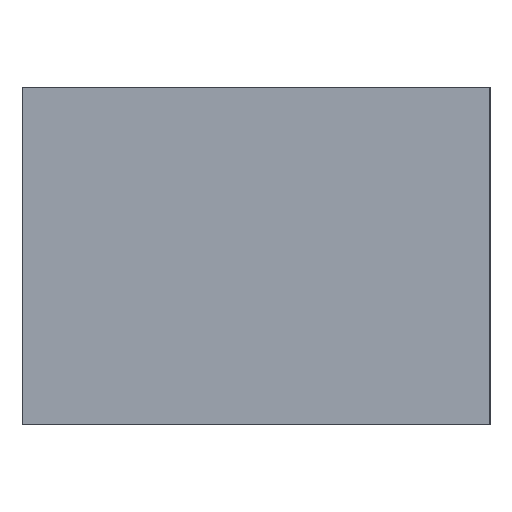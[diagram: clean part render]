
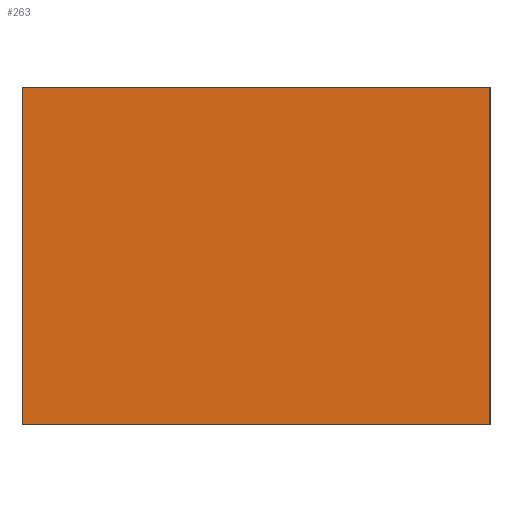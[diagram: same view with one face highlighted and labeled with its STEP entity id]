
A CAD part, left-side view. The second image highlights one B-rep face of the part: STEP entity #263.
In plain terms, the highlighted planar face has unit normal (-1, 0, 0).
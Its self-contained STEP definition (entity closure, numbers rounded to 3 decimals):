
#103 = EDGE_CURVE('',#104,#106,#108,.T.);
#104 = VERTEX_POINT('',#105);
#105 = CARTESIAN_POINT('',(-30.,9.7,-0.15));
#106 = VERTEX_POINT('',#107);
#107 = CARTESIAN_POINT('',(-30.,-2.3,-0.15));
#108 = LINE('',#109,#110);
#109 = CARTESIAN_POINT('',(-30.,15.,-0.15));
#110 = VECTOR('',#111,1.);
#111 = DIRECTION('',(0.,-1.,0.));
#192 = VERTEX_POINT('',#193);
#193 = CARTESIAN_POINT('',(-30.,9.7,8.51));
#199 = EDGE_CURVE('',#192,#200,#202,.T.);
#200 = VERTEX_POINT('',#201);
#201 = CARTESIAN_POINT('',(-30.,-2.3,8.51));
#202 = LINE('',#203,#204);
#203 = CARTESIAN_POINT('',(-30.,0.,8.51));
#204 = VECTOR('',#205,1.);
#205 = DIRECTION('',(0.,-1.,0.));
#233 = EDGE_CURVE('',#106,#200,#234,.T.);
#234 = LINE('',#235,#236);
#235 = CARTESIAN_POINT('',(-30.,-2.3,0.));
#236 = VECTOR('',#237,1.);
#237 = DIRECTION('',(0.,0.,1.));
#252 = EDGE_CURVE('',#192,#104,#253,.T.);
#253 = LINE('',#254,#255);
#254 = CARTESIAN_POINT('',(-30.,9.7,0.));
#255 = VECTOR('',#256,1.);
#256 = DIRECTION('',(0.,0.,-1.));
#263 = ADVANCED_FACE('',(#264),#270,.T.);
#264 = FACE_BOUND('',#265,.T.);
#265 = EDGE_LOOP('',(#266,#267,#268,#269));
#266 = ORIENTED_EDGE('',*,*,#252,.T.);
#267 = ORIENTED_EDGE('',*,*,#103,.T.);
#268 = ORIENTED_EDGE('',*,*,#233,.T.);
#269 = ORIENTED_EDGE('',*,*,#199,.F.);
#270 = PLANE('',#271);
#271 = AXIS2_PLACEMENT_3D('',#272,#273,#274);
#272 = CARTESIAN_POINT('',(-30.,3.7,4.18));
#273 = DIRECTION('',(-1.,-0.,-0.));
#274 = DIRECTION('',(0.,0.,-1.));
